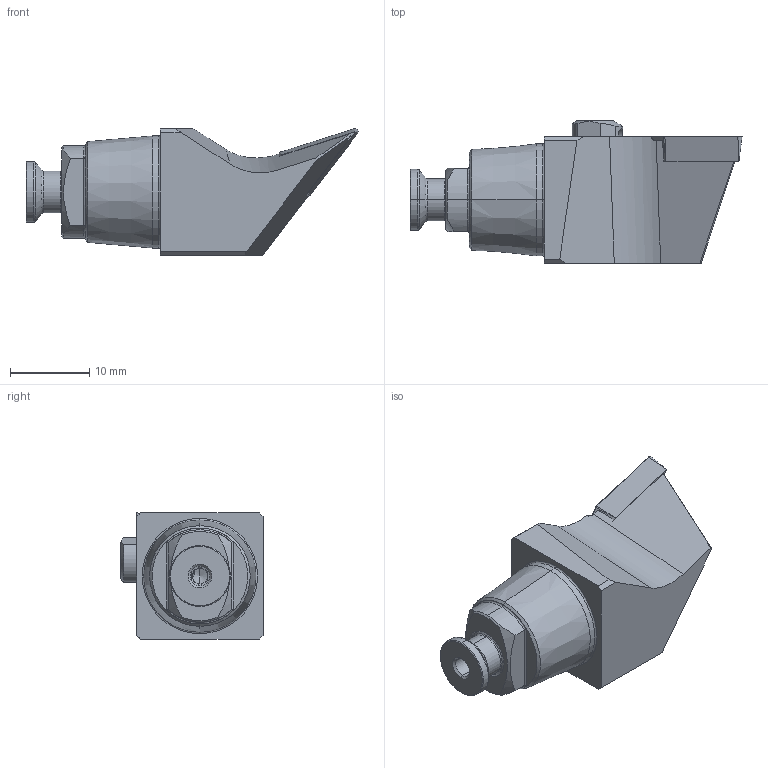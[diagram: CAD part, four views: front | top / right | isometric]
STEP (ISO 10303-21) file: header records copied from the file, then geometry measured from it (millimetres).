
FILE_DESCRIPTION (( 'STEP AP203' ), '1' );
FILE_NAME ('LW4.SVHCL.0825.11.STEP', '2024-08-26T13:37:56', ( '' ), ( '' ), 'SwSTEP 2.0', 'SolidWorks 2022', '' );
FILE_SCHEMA (( 'CONFIG_CONTROL_DESIGN' ));
Length unit declared in the file: millimetre
Products named in the file (7): LW4-KVA.LHA.025_A; LWX-ER1.007.002; VCGT110304; LW4.SVHCL.0825.11; WCA-ER2.001.006_A; LW4-U00.ER1.000_B; ISO 14581 - M2x10
Assembly tree (6 placements, depth 2):
  LW4.SVHCL.0825.11
    LW4-KVA.LHA.025_A
    LW4-U00.ER1.000_B
    LWX-ER1.007.002
    ISO 14581 - M2x10
    WCA-ER2.001.006_A
    VCGT110304
Bounding box: 41.99 x 18 x 16 mm (x, y, z)
Volume: 5205.5 mm3; surface area: 3344.8 mm2
Topology: 6 solids, 6 shells, 260 faces, 635 edges, 384 vertices
Faces by surface type: cylinder 82, plane 70, cone 69, torus 25, bspline 12, sphere 2
Entity records: 8728 total; most frequent: CARTESIAN_POINT 2005, DIRECTION 1291, ORIENTED_EDGE 1250, EDGE_CURVE 625, AXIS2_PLACEMENT_3D 518, VERTEX_POINT 384, EDGE_LOOP 275, CIRCLE 261
